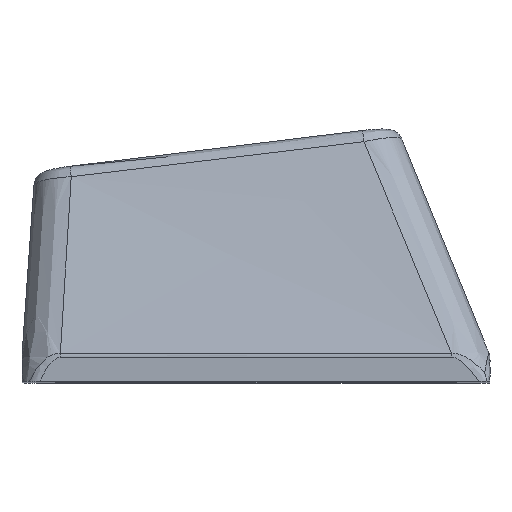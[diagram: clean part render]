
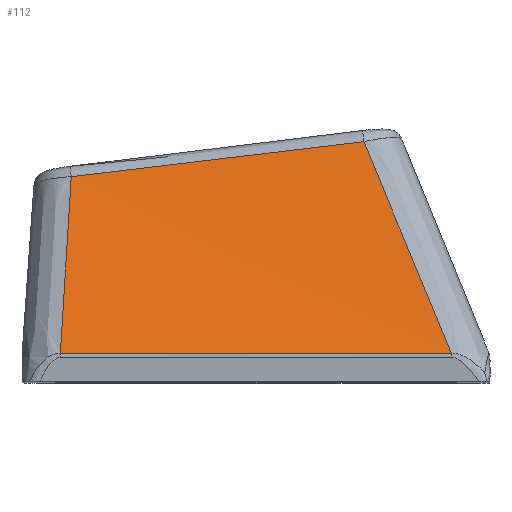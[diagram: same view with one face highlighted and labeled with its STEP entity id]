
A CAD part, top view. The second image highlights one B-rep face of the part: STEP entity #112.
In plain terms, the highlighted free-form (B-spline) face has degree [3, 1] with [6, 2] control points.
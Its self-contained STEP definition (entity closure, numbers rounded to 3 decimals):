
#49 = VERTEX_POINT ( 'NONE', #977 ) ;
#92 = CARTESIAN_POINT ( 'NONE',  ( 7.171, 0.916, 18.237 ) ) ;
#112 = ADVANCED_FACE ( 'NONE', ( #1130 ), #304, .T. ) ;
#146 = B_SPLINE_CURVE_WITH_KNOTS ( 'NONE', 3,
 ( #3559, #2967, #92, #461, #1431, #2406, #1066, #482, #2348, #2715, #772, #3682, #2640 ),
 .UNSPECIFIED., .F., .F.,
 ( 4, 3, 3, 3, 4 ),
 ( 0., 0.002, 0.004, 0.007, 0.009 ),
 .UNSPECIFIED. ) ;
#174 = EDGE_LOOP ( 'NONE', ( #653, #3177, #4048, #1478 ) ) ;
#185 = CARTESIAN_POINT ( 'NONE',  ( 5.394, 8.857, 16. ) ) ;
#259 = CARTESIAN_POINT ( 'NONE',  ( -6.859, 0.078, 18.473 ) ) ;
#304 = B_SPLINE_SURFACE_WITH_KNOTS ( 'NONE', 3, 1, ( 
 ( #1451, #2445 ),
 ( #2807, #556 ),
 ( #3126, #1152 ),
 ( #3106, #2501 ),
 ( #1469, #869 ),
 ( #1172, #185 ) ),
 .UNSPECIFIED., .F., .F., .F.,
 ( 4, 2, 4 ),
 ( 2, 2 ),
 ( 0., 0.5, 1. ),
 ( 0., 1. ),
 .UNSPECIFIED. ) ;
#320 = CARTESIAN_POINT ( 'NONE',  ( -6.525, 0.078, 18.474 ) ) ;
#332 = CARTESIAN_POINT ( 'NONE',  ( 2.992, 8.082, 16.135 ) ) ;
#461 = CARTESIAN_POINT ( 'NONE',  ( 6.996, 1.34, 18.115 ) ) ;
#482 = CARTESIAN_POINT ( 'NONE',  ( 5.708, 4.46, 17.219 ) ) ;
#523 = EDGE_CURVE ( 'NONE', #1199, #49, #3243, .T. ) ;
#556 = CARTESIAN_POINT ( 'NONE',  ( -6.186, 7.435, 16. ) ) ;
#634 = CARTESIAN_POINT ( 'NONE',  ( -7.12, 6.64, 16.233 ) ) ;
#653 = ORIENTED_EDGE ( 'NONE', *, *, #523, .T. ) ;
#673 = B_SPLINE_CURVE_WITH_KNOTS ( 'NONE', 3,
 ( #1932, #332, #3441, #2850, #3173, #1234, #2829, #2523, #3464, #968, #1909, #1602, #2253 ),
 .UNSPECIFIED., .F., .F.,
 ( 4, 3, 3, 3, 4 ),
 ( 0.001, 0.005, 0.007, 0.012, 0.013 ),
 .UNSPECIFIED. ) ;
#772 = CARTESIAN_POINT ( 'NONE',  ( 4.779, 6.705, 16.572 ) ) ;
#869 = CARTESIAN_POINT ( 'NONE',  ( 3.078, 8.573, 16. ) ) ;
#968 = CARTESIAN_POINT ( 'NONE',  ( -6.423, 6.957, 16.151 ) ) ;
#977 = CARTESIAN_POINT ( 'NONE',  ( -7.525, 0.079, 18.473 ) ) ;
#1017 = EDGE_CURVE ( 'NONE', #49, #2780, #2228, .T. ) ;
#1050 = EDGE_CURVE ( 'NONE', #2534, #1199, #673, .T. ) ;
#1066 = CARTESIAN_POINT ( 'NONE',  ( 6.015, 3.717, 17.433 ) ) ;
#1130 = FACE_OUTER_BOUND ( 'NONE', #174, .T. ) ;
#1152 = CARTESIAN_POINT ( 'NONE',  ( -3.87, 7.72, 16. ) ) ;
#1172 = CARTESIAN_POINT ( 'NONE',  ( 9., 0., 18.5 ) ) ;
#1199 = VERTEX_POINT ( 'NONE', #3366 ) ;
#1225 = CARTESIAN_POINT ( 'NONE',  ( -7.327, 3.244, 17.39 ) ) ;
#1234 = CARTESIAN_POINT ( 'NONE',  ( -0.772, 7.631, 16.141 ) ) ;
#1258 = CARTESIAN_POINT ( 'NONE',  ( -0.851, 0.073, 18.477 ) ) ;
#1431 = CARTESIAN_POINT ( 'NONE',  ( 6.669, 2.133, 17.888 ) ) ;
#1451 = CARTESIAN_POINT ( 'NONE',  ( -9., 0., 18.5 ) ) ;
#1469 = CARTESIAN_POINT ( 'NONE',  ( 6., 0., 18.5 ) ) ;
#1478 = ORIENTED_EDGE ( 'NONE', *, *, #1050, .T. ) ;
#1532 = CARTESIAN_POINT ( 'NONE',  ( 4.172, 0.07, 18.479 ) ) ;
#1553 = CARTESIAN_POINT ( 'NONE',  ( 0.823, 0.072, 18.478 ) ) ;
#1602 = CARTESIAN_POINT ( 'NONE',  ( -6.878, 6.903, 16.152 ) ) ;
#1845 = CARTESIAN_POINT ( 'NONE',  ( -5.192, 0.077, 18.474 ) ) ;
#1858 = CARTESIAN_POINT ( 'NONE',  ( -7.525, 0.079, 18.473 ) ) ;
#1863 = CARTESIAN_POINT ( 'NONE',  ( -3.859, 0.076, 18.475 ) ) ;
#1909 = CARTESIAN_POINT ( 'NONE',  ( -6.651, 6.93, 16.152 ) ) ;
#1932 = CARTESIAN_POINT ( 'NONE',  ( 4.15, 8.221, 16.133 ) ) ;
#2169 = CARTESIAN_POINT ( 'NONE',  ( -7.491, 0.618, 18.288 ) ) ;
#2228 = B_SPLINE_CURVE_WITH_KNOTS ( 'NONE', 3,
 ( #1858, #3217, #259, #320, #1845, #1863, #3809, #1258, #1553, #2503, #1532, #4096, #3788 ),
 .UNSPECIFIED., .F., .F.,
 ( 4, 3, 3, 3, 4 ),
 ( 0., 0.001, 0.005, 0.01, 0.015 ),
 .UNSPECIFIED. ) ;
#2253 = CARTESIAN_POINT ( 'NONE',  ( -7.106, 6.876, 16.153 ) ) ;
#2279 = CARTESIAN_POINT ( 'NONE',  ( 4.15, 8.221, 16.133 ) ) ;
#2348 = CARTESIAN_POINT ( 'NONE',  ( 5.4, 5.203, 17.005 ) ) ;
#2406 = CARTESIAN_POINT ( 'NONE',  ( 6.342, 2.925, 17.66 ) ) ;
#2445 = CARTESIAN_POINT ( 'NONE',  ( -8.502, 7.151, 16. ) ) ;
#2501 = CARTESIAN_POINT ( 'NONE',  ( 0.762, 8.288, 16. ) ) ;
#2503 = CARTESIAN_POINT ( 'NONE',  ( 2.498, 0.071, 18.478 ) ) ;
#2523 = CARTESIAN_POINT ( 'NONE',  ( -3.139, 7.348, 16.145 ) ) ;
#2534 = VERTEX_POINT ( 'NONE', #2279 ) ;
#2586 = CARTESIAN_POINT ( 'NONE',  ( -7.525, 0.079, 18.473 ) ) ;
#2640 = CARTESIAN_POINT ( 'NONE',  ( 4.15, 8.221, 16.133 ) ) ;
#2715 = CARTESIAN_POINT ( 'NONE',  ( 5.093, 5.946, 16.79 ) ) ;
#2780 = VERTEX_POINT ( 'NONE', #2844 ) ;
#2807 = CARTESIAN_POINT ( 'NONE',  ( -6., 0., 18.5 ) ) ;
#2829 = CARTESIAN_POINT ( 'NONE',  ( -1.496, 7.545, 16.142 ) ) ;
#2841 = CARTESIAN_POINT ( 'NONE',  ( -7.267, 4.218, 17.057 ) ) ;
#2844 = CARTESIAN_POINT ( 'NONE',  ( 7.521, 0.068, 18.481 ) ) ;
#2850 = CARTESIAN_POINT ( 'NONE',  ( 0.676, 7.804, 16.139 ) ) ;
#2864 = CARTESIAN_POINT ( 'NONE',  ( -7.425, 1.673, 17.927 ) ) ;
#2967 = CARTESIAN_POINT ( 'NONE',  ( 7.346, 0.492, 18.359 ) ) ;
#3106 = CARTESIAN_POINT ( 'NONE',  ( 3., 0., 18.5 ) ) ;
#3120 = CARTESIAN_POINT ( 'NONE',  ( -7.376, 2.458, 17.658 ) ) ;
#3126 = CARTESIAN_POINT ( 'NONE',  ( -3., 0., 18.5 ) ) ;
#3143 = CARTESIAN_POINT ( 'NONE',  ( -7.207, 5.192, 16.725 ) ) ;
#3165 = CARTESIAN_POINT ( 'NONE',  ( -7.106, 6.876, 16.153 ) ) ;
#3173 = CARTESIAN_POINT ( 'NONE',  ( -0.048, 7.718, 16.14 ) ) ;
#3177 = ORIENTED_EDGE ( 'NONE', *, *, #1017, .T. ) ;
#3217 = CARTESIAN_POINT ( 'NONE',  ( -7.192, 0.079, 18.473 ) ) ;
#3243 = B_SPLINE_CURVE_WITH_KNOTS ( 'NONE', 3,
 ( #3165, #634, #3821, #4106, #3143, #2841, #1225, #3120, #2864, #4127, #2169, #4155, #2586 ),
 .UNSPECIFIED., .F., .F.,
 ( 4, 3, 3, 3, 4 ),
 ( 0., 0.001, 0.004, 0.006, 0.007 ),
 .UNSPECIFIED. ) ;
#3366 = CARTESIAN_POINT ( 'NONE',  ( -7.106, 6.876, 16.153 ) ) ;
#3410 = EDGE_CURVE ( 'NONE', #2780, #2534, #146, .T. ) ;
#3441 = CARTESIAN_POINT ( 'NONE',  ( 1.834, 7.943, 16.137 ) ) ;
#3464 = CARTESIAN_POINT ( 'NONE',  ( -4.781, 7.153, 16.148 ) ) ;
#3559 = CARTESIAN_POINT ( 'NONE',  ( 7.521, 0.068, 18.481 ) ) ;
#3682 = CARTESIAN_POINT ( 'NONE',  ( 4.465, 7.463, 16.353 ) ) ;
#3788 = CARTESIAN_POINT ( 'NONE',  ( 7.521, 0.068, 18.481 ) ) ;
#3809 = CARTESIAN_POINT ( 'NONE',  ( -2.525, 0.075, 18.476 ) ) ;
#3821 = CARTESIAN_POINT ( 'NONE',  ( -7.134, 6.403, 16.313 ) ) ;
#4048 = ORIENTED_EDGE ( 'NONE', *, *, #3410, .T. ) ;
#4096 = CARTESIAN_POINT ( 'NONE',  ( 5.847, 0.069, 18.48 ) ) ;
#4106 = CARTESIAN_POINT ( 'NONE',  ( -7.149, 6.167, 16.393 ) ) ;
#4127 = CARTESIAN_POINT ( 'NONE',  ( -7.474, 0.888, 18.196 ) ) ;
#4155 = CARTESIAN_POINT ( 'NONE',  ( -7.508, 0.348, 18.381 ) ) ;
